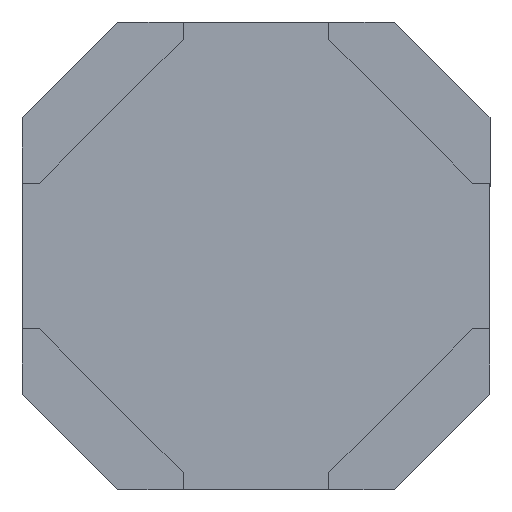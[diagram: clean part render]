
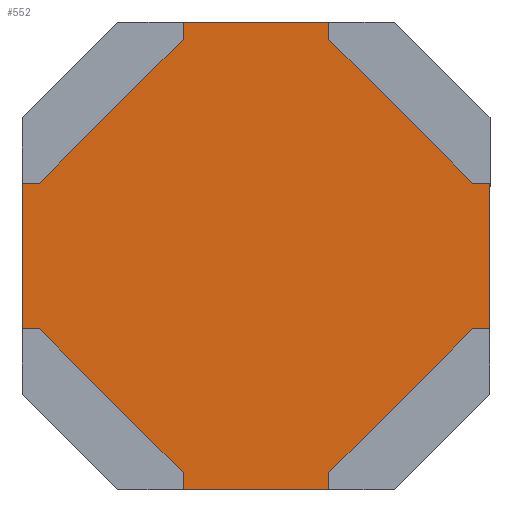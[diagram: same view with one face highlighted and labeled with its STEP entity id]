
A CAD part, front view. The second image highlights one B-rep face of the part: STEP entity #552.
In plain terms, the highlighted planar face has unit normal (0, -1, 0).
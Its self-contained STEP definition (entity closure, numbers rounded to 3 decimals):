
#6 = CARTESIAN_POINT ( 'NONE',  ( 0.76, 0.2, -2.44 ) ) ;
#192 = EDGE_CURVE ( 'NONE', #3930, #4017, #3932, .T. ) ;
#216 = VECTOR ( 'NONE', #1734, 1000. ) ;
#228 = DIRECTION ( 'NONE',  ( 0., 1., 0. ) ) ;
#254 = CARTESIAN_POINT ( 'NONE',  ( 2.26, 0.2, 0.76 ) ) ;
#271 = CARTESIAN_POINT ( 'NONE',  ( -2.26, 0.2, 0.76 ) ) ;
#313 = VECTOR ( 'NONE', #2349, 1000. ) ;
#317 = CARTESIAN_POINT ( 'NONE',  ( -0.76, 0.2, -0.76 ) ) ;
#330 = VECTOR ( 'NONE', #2965, 1000. ) ;
#375 = VERTEX_POINT ( 'NONE', #2391 ) ;
#438 = EDGE_CURVE ( 'NONE', #3605, #375, #842, .T. ) ;
#450 = VECTOR ( 'NONE', #1237, 1000. ) ;
#531 = EDGE_CURVE ( 'NONE', #2788, #1013, #1610, .T. ) ;
#552 = ADVANCED_FACE ( 'NONE', ( #3084 ), #897, .F. ) ;
#553 = LINE ( 'NONE', #2894, #2243 ) ;
#577 = LINE ( 'NONE', #3193, #1735 ) ;
#578 = CARTESIAN_POINT ( 'NONE',  ( -2.44, 0.2, 0.76 ) ) ;
#582 = CARTESIAN_POINT ( 'NONE',  ( -0.76, 0.2, -0.76 ) ) ;
#599 = LINE ( 'NONE', #3161, #4218 ) ;
#663 = VERTEX_POINT ( 'NONE', #254 ) ;
#752 = VERTEX_POINT ( 'NONE', #2678 ) ;
#784 = VERTEX_POINT ( 'NONE', #2326 ) ;
#799 = VECTOR ( 'NONE', #2831, 1000. ) ;
#842 = LINE ( 'NONE', #2486, #1824 ) ;
#845 = CARTESIAN_POINT ( 'NONE',  ( -0.76, 0.2, 0.76 ) ) ;
#884 = DIRECTION ( 'NONE',  ( 0., 0., 1. ) ) ;
#897 = PLANE ( 'NONE',  #2597 ) ;
#947 = ORIENTED_EDGE ( 'NONE', *, *, #2529, .F. ) ;
#981 = CARTESIAN_POINT ( 'NONE',  ( 2.26, 0.2, -0.76 ) ) ;
#1013 = VERTEX_POINT ( 'NONE', #2480 ) ;
#1027 = CARTESIAN_POINT ( 'NONE',  ( -0.76, 0.2, -2.44 ) ) ;
#1037 = EDGE_CURVE ( 'NONE', #752, #2788, #599, .T. ) ;
#1068 = ORIENTED_EDGE ( 'NONE', *, *, #4240, .F. ) ;
#1091 = CARTESIAN_POINT ( 'NONE',  ( 2.26, 0.2, -0.76 ) ) ;
#1099 = CARTESIAN_POINT ( 'NONE',  ( -2.26, 0.2, 0.76 ) ) ;
#1198 = EDGE_CURVE ( 'NONE', #1013, #4017, #1808, .T. ) ;
#1237 = DIRECTION ( 'NONE',  ( -0.707, 0., 0.707 ) ) ;
#1245 = DIRECTION ( 'NONE',  ( 1., 0., 0. ) ) ;
#1292 = VERTEX_POINT ( 'NONE', #981 ) ;
#1336 = VECTOR ( 'NONE', #1245, 1000. ) ;
#1378 = DIRECTION ( 'NONE',  ( 0.707, 0., -0.707 ) ) ;
#1396 = LINE ( 'NONE', #1091, #2605 ) ;
#1467 = ORIENTED_EDGE ( 'NONE', *, *, #3418, .F. ) ;
#1481 = EDGE_CURVE ( 'NONE', #3605, #784, #4008, .T. ) ;
#1517 = DIRECTION ( 'NONE',  ( 0., 0., -1. ) ) ;
#1534 = ORIENTED_EDGE ( 'NONE', *, *, #2532, .F. ) ;
#1602 = DIRECTION ( 'NONE',  ( -1., 0., 0. ) ) ;
#1610 = LINE ( 'NONE', #3574, #450 ) ;
#1659 = ORIENTED_EDGE ( 'NONE', *, *, #1481, .T. ) ;
#1734 = DIRECTION ( 'NONE',  ( 0.707, 0., 0.707 ) ) ;
#1735 = VECTOR ( 'NONE', #1820, 1000. ) ;
#1757 = DIRECTION ( 'NONE',  ( -0.707, 0., -0.707 ) ) ;
#1805 = CARTESIAN_POINT ( 'NONE',  ( 0.76, 0.2, -2.26 ) ) ;
#1808 = LINE ( 'NONE', #582, #330 ) ;
#1820 = DIRECTION ( 'NONE',  ( 1., 0., 0. ) ) ;
#1824 = VECTOR ( 'NONE', #3444, 1000. ) ;
#1864 = LINE ( 'NONE', #3074, #2076 ) ;
#1882 = CARTESIAN_POINT ( 'NONE',  ( -2.44, 0.2, -2.44 ) ) ;
#1948 = CARTESIAN_POINT ( 'NONE',  ( 2.44, 0.2, 0.76 ) ) ;
#2076 = VECTOR ( 'NONE', #1378, 1000. ) ;
#2112 = CARTESIAN_POINT ( 'NONE',  ( -0.76, 0.2, 2.26 ) ) ;
#2115 = LINE ( 'NONE', #317, #313 ) ;
#2180 = LINE ( 'NONE', #2434, #2968 ) ;
#2243 = VECTOR ( 'NONE', #884, 1000. ) ;
#2267 = EDGE_CURVE ( 'NONE', #2339, #2302, #553, .T. ) ;
#2302 = VERTEX_POINT ( 'NONE', #1948 ) ;
#2326 = CARTESIAN_POINT ( 'NONE',  ( -0.76, 0.2, 2.44 ) ) ;
#2339 = VERTEX_POINT ( 'NONE', #2931 ) ;
#2349 = DIRECTION ( 'NONE',  ( -1., 0., 0. ) ) ;
#2391 = CARTESIAN_POINT ( 'NONE',  ( 0.76, 0.2, 2.26 ) ) ;
#2399 = VERTEX_POINT ( 'NONE', #271 ) ;
#2434 = CARTESIAN_POINT ( 'NONE',  ( -0.76, 0.2, 0.76 ) ) ;
#2473 = ORIENTED_EDGE ( 'NONE', *, *, #2512, .F. ) ;
#2480 = CARTESIAN_POINT ( 'NONE',  ( -2.26, 0.2, -0.76 ) ) ;
#2483 = ORIENTED_EDGE ( 'NONE', *, *, #531, .F. ) ;
#2484 = LINE ( 'NONE', #1027, #3589 ) ;
#2486 = CARTESIAN_POINT ( 'NONE',  ( 0.76, 0.2, -2.44 ) ) ;
#2512 = EDGE_CURVE ( 'NONE', #1292, #4280, #1396, .T. ) ;
#2529 = EDGE_CURVE ( 'NONE', #3930, #2399, #2180, .T. ) ;
#2530 = CARTESIAN_POINT ( 'NONE',  ( 0.76, 0.2, -2.44 ) ) ;
#2532 = EDGE_CURVE ( 'NONE', #375, #663, #1864, .T. ) ;
#2581 = ORIENTED_EDGE ( 'NONE', *, *, #192, .T. ) ;
#2597 = AXIS2_PLACEMENT_3D ( 'NONE', #3624, #228, #3923 ) ;
#2605 = VECTOR ( 'NONE', #1757, 1000. ) ;
#2655 = CARTESIAN_POINT ( 'NONE',  ( -2.44, 0.2, -0.76 ) ) ;
#2672 = EDGE_LOOP ( 'NONE', ( #2473, #3302, #3261, #4121, #1534, #3399, #1659, #3532, #1467, #947, #2581, #3040, #2483, #4089, #2863, #1068 ) ) ;
#2678 = CARTESIAN_POINT ( 'NONE',  ( -0.76, 0.2, -2.44 ) ) ;
#2711 = DIRECTION ( 'NONE',  ( 1., 0., 0. ) ) ;
#2782 = VERTEX_POINT ( 'NONE', #6 ) ;
#2788 = VERTEX_POINT ( 'NONE', #3307 ) ;
#2831 = DIRECTION ( 'NONE',  ( 0., 0., -1. ) ) ;
#2863 = ORIENTED_EDGE ( 'NONE', *, *, #4216, .T. ) ;
#2894 = CARTESIAN_POINT ( 'NONE',  ( 2.44, 0.2, -2.44 ) ) ;
#2929 = EDGE_CURVE ( 'NONE', #3093, #784, #2484, .T. ) ;
#2931 = CARTESIAN_POINT ( 'NONE',  ( 2.44, 0.2, -0.76 ) ) ;
#2965 = DIRECTION ( 'NONE',  ( -1., 0., 0. ) ) ;
#2968 = VECTOR ( 'NONE', #2711, 1000. ) ;
#3009 = LINE ( 'NONE', #1099, #216 ) ;
#3040 = ORIENTED_EDGE ( 'NONE', *, *, #1198, .F. ) ;
#3041 = VECTOR ( 'NONE', #1517, 1000. ) ;
#3074 = CARTESIAN_POINT ( 'NONE',  ( 0.76, 0.2, 2.26 ) ) ;
#3084 = FACE_OUTER_BOUND ( 'NONE', #2672, .T. ) ;
#3093 = VERTEX_POINT ( 'NONE', #2112 ) ;
#3119 = LINE ( 'NONE', #845, #1336 ) ;
#3129 = EDGE_CURVE ( 'NONE', #663, #2302, #3119, .T. ) ;
#3161 = CARTESIAN_POINT ( 'NONE',  ( -0.76, 0.2, -2.44 ) ) ;
#3193 = CARTESIAN_POINT ( 'NONE',  ( -2.44, 0.2, -2.44 ) ) ;
#3242 = CARTESIAN_POINT ( 'NONE',  ( 0.76, 0.2, 2.44 ) ) ;
#3261 = ORIENTED_EDGE ( 'NONE', *, *, #2267, .T. ) ;
#3302 = ORIENTED_EDGE ( 'NONE', *, *, #3390, .F. ) ;
#3307 = CARTESIAN_POINT ( 'NONE',  ( -0.76, 0.2, -2.26 ) ) ;
#3390 = EDGE_CURVE ( 'NONE', #2339, #1292, #2115, .T. ) ;
#3399 = ORIENTED_EDGE ( 'NONE', *, *, #438, .F. ) ;
#3418 = EDGE_CURVE ( 'NONE', #2399, #3093, #3009, .T. ) ;
#3444 = DIRECTION ( 'NONE',  ( 0., 0., -1. ) ) ;
#3473 = LINE ( 'NONE', #2530, #799 ) ;
#3532 = ORIENTED_EDGE ( 'NONE', *, *, #2929, .F. ) ;
#3574 = CARTESIAN_POINT ( 'NONE',  ( -0.76, 0.2, -2.26 ) ) ;
#3589 = VECTOR ( 'NONE', #3748, 1000. ) ;
#3605 = VERTEX_POINT ( 'NONE', #3242 ) ;
#3624 = CARTESIAN_POINT ( 'NONE',  ( -0.76, 0.2, -2.44 ) ) ;
#3748 = DIRECTION ( 'NONE',  ( 0., 0., 1. ) ) ;
#3923 = DIRECTION ( 'NONE',  ( 0., 0., 1. ) ) ;
#3930 = VERTEX_POINT ( 'NONE', #578 ) ;
#3932 = LINE ( 'NONE', #1882, #3041 ) ;
#4008 = LINE ( 'NONE', #4266, #4060 ) ;
#4017 = VERTEX_POINT ( 'NONE', #2655 ) ;
#4060 = VECTOR ( 'NONE', #1602, 1000. ) ;
#4089 = ORIENTED_EDGE ( 'NONE', *, *, #1037, .F. ) ;
#4108 = DIRECTION ( 'NONE',  ( 0., 0., 1. ) ) ;
#4121 = ORIENTED_EDGE ( 'NONE', *, *, #3129, .F. ) ;
#4216 = EDGE_CURVE ( 'NONE', #752, #2782, #577, .T. ) ;
#4218 = VECTOR ( 'NONE', #4108, 1000. ) ;
#4240 = EDGE_CURVE ( 'NONE', #4280, #2782, #3473, .T. ) ;
#4266 = CARTESIAN_POINT ( 'NONE',  ( -2.44, 0.2, 2.44 ) ) ;
#4280 = VERTEX_POINT ( 'NONE', #1805 ) ;
